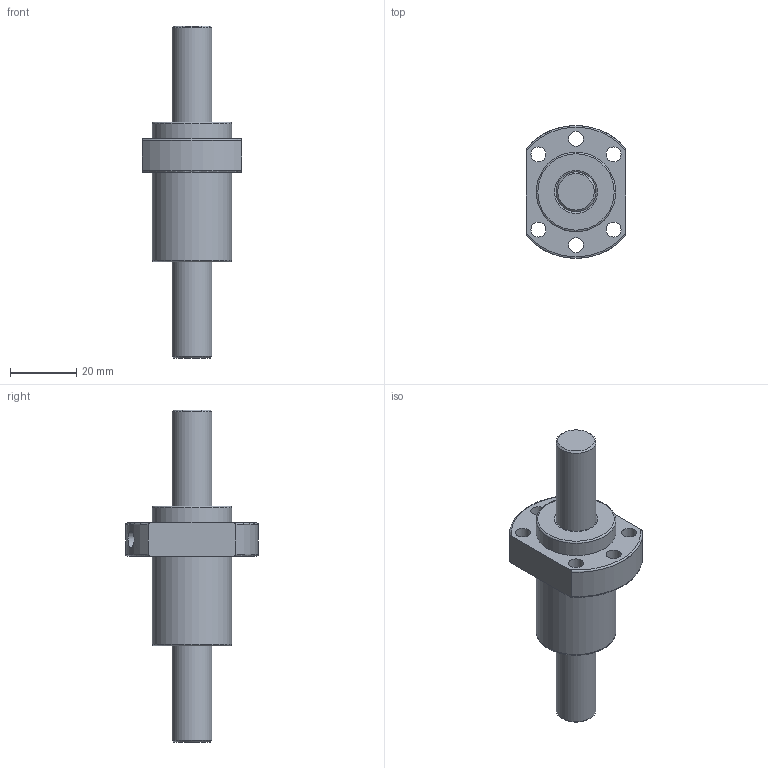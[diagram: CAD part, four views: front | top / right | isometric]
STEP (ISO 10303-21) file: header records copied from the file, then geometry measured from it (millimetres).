
FILE_DESCRIPTION(/* description */ ('STEP AP214'),/* implementation_level */ '2;1');
FILE_NAME(/* name */ 'SFAR1210-2.8(100N1N100-1)',/* time_stamp */ '2025-09-04T09:55:25+02:00',/* author */ ('License CC BY-ND 4.0'),/* organization */ ('CADENAS'),/* preprocessor_version */ 'ST-DEVELOPER v19.3',/* originating_system */ 'PARTsolutions',/* authorisation */ ' ');
FILE_SCHEMA (('AUTOMOTIVE_DESIGN {1 0 10303 214 3 1 1}'));
Length unit declared in the file: millimetre
Products named in the file (1): SFAR1210-2.8(100N1N100-1)
Bounding box: 30 x 40 x 100 mm (x, y, z)
Volume: 30538.9 mm3; surface area: 8808.8 mm2
Topology: 1 solids, 1 shells, 32 faces, 71 edges, 46 vertices
Faces by surface type: cylinder 14, plane 8, torus 8, cone 2
Full cylindrical faces by diameter (mm): 4.5 x6, 4.917 x1, 12 x2, 24 x2
Entity records: 880 total; most frequent: CARTESIAN_POINT 181, DIRECTION 142, ORIENTED_EDGE 104, AXIS2_PLACEMENT_3D 67, EDGE_LOOP 66, FACE_BOUND 66, EDGE_CURVE 52, VERTEX_POINT 44
